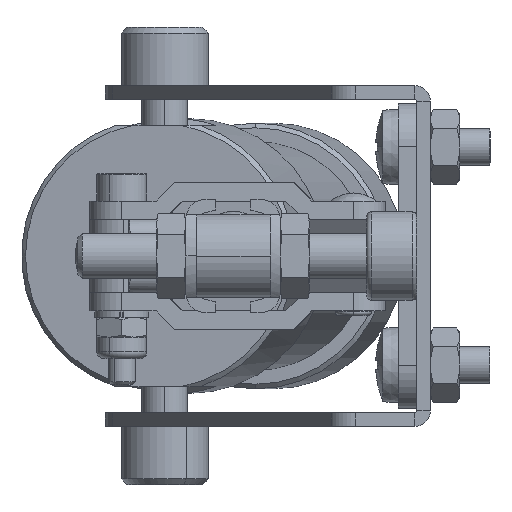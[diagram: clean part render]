
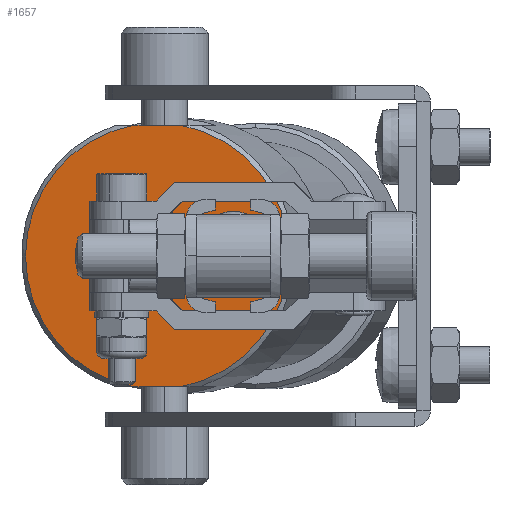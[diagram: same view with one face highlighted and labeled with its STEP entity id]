
A CAD part, left-side view. The second image highlights one B-rep face of the part: STEP entity #1657.
In plain terms, the highlighted planar face has unit normal (-0.992, 0.125, 0).
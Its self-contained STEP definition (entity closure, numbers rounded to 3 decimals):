
#157 = ORIENTED_EDGE ( 'NONE', *, *, #14967, .F. ) ;
#1561 = DIRECTION ( 'NONE',  ( 0., 0., 1. ) ) ;
#1626 = LINE ( 'NONE', #22705, #20514 ) ;
#1657 = ADVANCED_FACE ( 'NONE', ( #14212, #19051 ), #19732, .F. ) ;
#1694 = VERTEX_POINT ( 'NONE', #22682 ) ;
#2572 = CARTESIAN_POINT ( 'NONE',  ( 14.888, 32.475, 14.25 ) ) ;
#3928 = EDGE_CURVE ( 'NONE', #18745, #1694, #10066, .T. ) ;
#3952 = VERTEX_POINT ( 'NONE', #8216 ) ;
#4094 = CARTESIAN_POINT ( 'NONE',  ( 14.551, 29.815, 0. ) ) ;
#4255 = ORIENTED_EDGE ( 'NONE', *, *, #5478, .T. ) ;
#4490 = CARTESIAN_POINT ( 'NONE',  ( 14.551, 29.815, 0. ) ) ;
#5084 = VERTEX_POINT ( 'NONE', #21343 ) ;
#5478 = EDGE_CURVE ( 'NONE', #1694, #5084, #1626, .T. ) ;
#5979 = DIRECTION ( 'NONE',  ( 0., 0., -1. ) ) ;
#6363 = DIRECTION ( 'NONE',  ( 0., 0., -1. ) ) ;
#6523 = CARTESIAN_POINT ( 'NONE',  ( 15.847, 40.063, 14.25 ) ) ;
#7251 = LINE ( 'NONE', #6523, #18377 ) ;
#7552 = DIRECTION ( 'NONE',  ( -0.992, 0.125, 0. ) ) ;
#7801 = CARTESIAN_POINT ( 'NONE',  ( 14.551, 29.815, 5. ) ) ;
#8216 = CARTESIAN_POINT ( 'NONE',  ( 14.215, 27.156, 14.25 ) ) ;
#8374 = DIRECTION ( 'NONE',  ( 0.125, 0.992, 0. ) ) ;
#8378 = AXIS2_PLACEMENT_3D ( 'NONE', #22121, #22970, #22686 ) ;
#10066 = CIRCLE ( 'NONE', #18618, 14.5 ) ;
#10128 = EDGE_CURVE ( 'NONE', #5084, #3952, #14975, .T. ) ;
#10313 = VERTEX_POINT ( 'NONE', #19455 ) ;
#11770 = DIRECTION ( 'NONE',  ( -0.125, -0.992, 0. ) ) ;
#11977 = CIRCLE ( 'NONE', #14274, 5. ) ;
#12542 = DIRECTION ( 'NONE',  ( -0.992, 0.125, 0. ) ) ;
#12726 = EDGE_LOOP ( 'NONE', ( #4255, #16806, #17144, #20668 ) ) ;
#14212 = FACE_BOUND ( 'NONE', #17997, .T. ) ;
#14274 = AXIS2_PLACEMENT_3D ( 'NONE', #23510, #12542, #1561 ) ;
#14967 = EDGE_CURVE ( 'NONE', #10313, #20843, #23382, .T. ) ;
#14975 = CIRCLE ( 'NONE', #19789, 14.5 ) ;
#16735 = ORIENTED_EDGE ( 'NONE', *, *, #22468, .F. ) ;
#16806 = ORIENTED_EDGE ( 'NONE', *, *, #10128, .T. ) ;
#16934 = DIRECTION ( 'NONE',  ( -0.992, 0.125, 0. ) ) ;
#17144 = ORIENTED_EDGE ( 'NONE', *, *, #19325, .T. ) ;
#17306 = DIRECTION ( 'NONE',  ( -0.992, 0.125, 0. ) ) ;
#17997 = EDGE_LOOP ( 'NONE', ( #16735, #157 ) ) ;
#18377 = VECTOR ( 'NONE', #8374, 1000. ) ;
#18474 = CARTESIAN_POINT ( 'NONE',  ( 14.551, 29.815, 0. ) ) ;
#18618 = AXIS2_PLACEMENT_3D ( 'NONE', #4490, #17306, #6363 ) ;
#18745 = VERTEX_POINT ( 'NONE', #2572 ) ;
#19051 = FACE_OUTER_BOUND ( 'NONE', #12726, .T. ) ;
#19325 = EDGE_CURVE ( 'NONE', #3952, #18745, #7251, .T. ) ;
#19455 = CARTESIAN_POINT ( 'NONE',  ( 14.551, 29.815, -5. ) ) ;
#19732 = PLANE ( 'NONE',  #8378 ) ;
#19789 = AXIS2_PLACEMENT_3D ( 'NONE', #4094, #16934, #5979 ) ;
#20191 = AXIS2_PLACEMENT_3D ( 'NONE', #18474, #7552, #20297 ) ;
#20297 = DIRECTION ( 'NONE',  ( 0., 0., 1. ) ) ;
#20514 = VECTOR ( 'NONE', #11770, 1000. ) ;
#20668 = ORIENTED_EDGE ( 'NONE', *, *, #3928, .T. ) ;
#20843 = VERTEX_POINT ( 'NONE', #7801 ) ;
#21343 = CARTESIAN_POINT ( 'NONE',  ( 14.215, 27.156, -14.25 ) ) ;
#22121 = CARTESIAN_POINT ( 'NONE',  ( 14.551, 29.815, 0. ) ) ;
#22468 = EDGE_CURVE ( 'NONE', #20843, #10313, #11977, .T. ) ;
#22682 = CARTESIAN_POINT ( 'NONE',  ( 14.888, 32.475, -14.25 ) ) ;
#22686 = DIRECTION ( 'NONE',  ( 0., 0., -1. ) ) ;
#22705 = CARTESIAN_POINT ( 'NONE',  ( 15.847, 40.063, -14.25 ) ) ;
#22970 = DIRECTION ( 'NONE',  ( 0.992, -0.125, 0. ) ) ;
#23382 = CIRCLE ( 'NONE', #20191, 5. ) ;
#23510 = CARTESIAN_POINT ( 'NONE',  ( 14.551, 29.815, 0. ) ) ;
